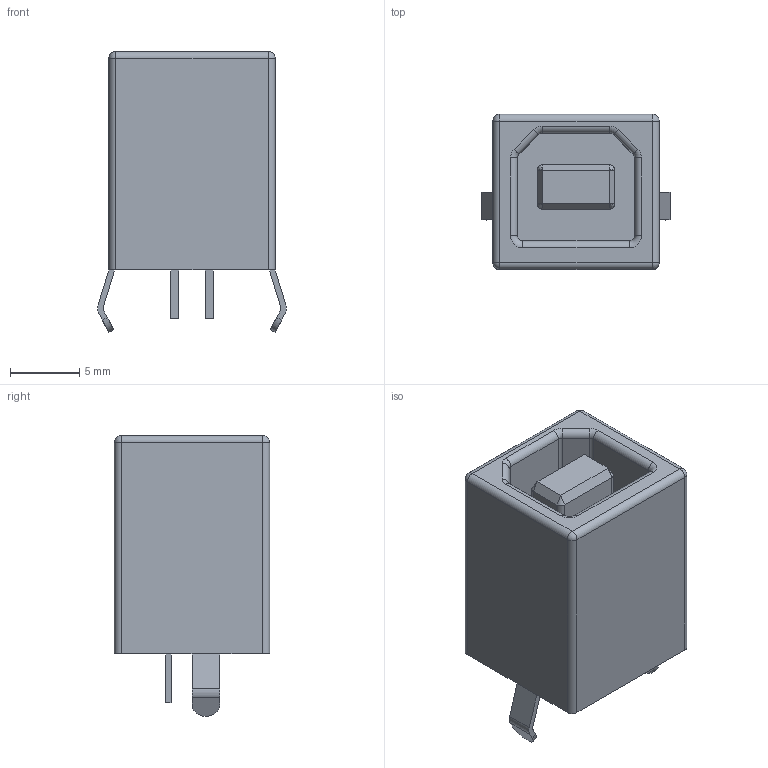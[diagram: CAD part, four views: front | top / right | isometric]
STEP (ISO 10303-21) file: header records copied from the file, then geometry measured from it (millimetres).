
FILE_DESCRIPTION((''),'2;1');
FILE_NAME('824-2-1_70040','2013-09-27T',('uwe.kadritzke'),(''),'PRO/ENGINEER BY PARAMETRIC TECHNOLOGY CORPORATION, 2005110','PRO/ENGINEER BY PARAMETRIC TECHNOLOGY CORPORATION, 2005110','');
FILE_SCHEMA(('CONFIG_CONTROL_DESIGN'));
Length unit declared in the file: millimetre
Products named in the file (1): 824-2-1_70040
Bounding box: 13.61 x 11.2 x 20.25 mm (x, y, z)
Volume: 1706.6 mm3; surface area: 1444.5 mm2
Topology: 1 solids, 1 shells, 98 faces, 306 edges, 208 vertices
Faces by surface type: plane 54, cylinder 30, torus 6, sphere 4, cone 4
Entity records: 3478 total; most frequent: DIRECTION 628, CARTESIAN_POINT 604, ORIENTED_EDGE 596, EDGE_CURVE 298, AXIS2_PLACEMENT_3D 232, VERTEX_POINT 208, VECTOR 164, LINE 164
